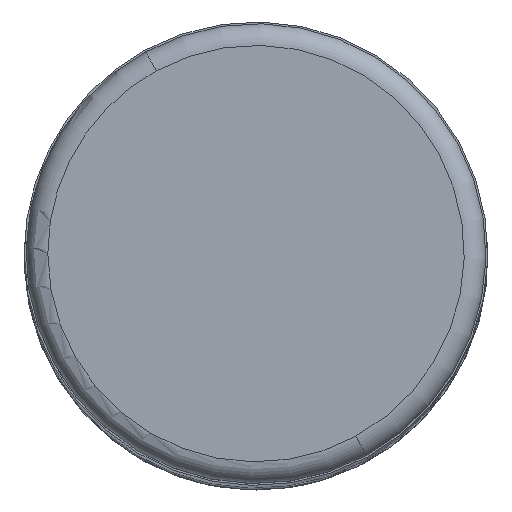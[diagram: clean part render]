
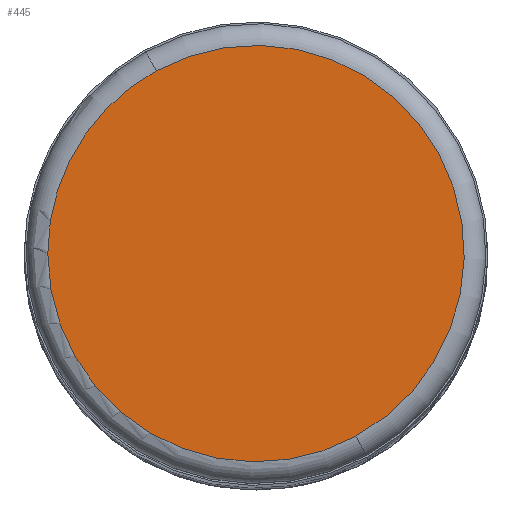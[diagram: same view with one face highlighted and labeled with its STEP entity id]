
A CAD part, top view. The second image highlights one B-rep face of the part: STEP entity #445.
In plain terms, the highlighted planar face has unit normal (0, 0, 1).
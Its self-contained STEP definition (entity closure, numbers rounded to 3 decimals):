
#154=CARTESIAN_POINT('',(0.,0.,200.));
#155=DIRECTION('',(0.,0.,1.));
#156=DIRECTION('',(0.479,-0.878,0.));
#157=AXIS2_PLACEMENT_3D('',#154,#155,#156);
#162=CARTESIAN_POINT('',(0.,0.,200.));
#163=DIRECTION('',(0.,0.,1.));
#164=DIRECTION('',(-1.,0.,0.));
#165=AXIS2_PLACEMENT_3D('',#162,#163,#164);
#170=CARTESIAN_POINT('',(0.,0.,200.));
#171=DIRECTION('',(0.,0.,1.));
#172=DIRECTION('',(-0.479,0.878,0.));
#173=AXIS2_PLACEMENT_3D('',#170,#171,#172);
#372=CARTESIAN_POINT('',(6.892,-12.615,200.));
#373=CARTESIAN_POINT('',(-6.892,12.615,200.));
#374=VERTEX_POINT('',#372);
#375=VERTEX_POINT('',#373);
#380=CARTESIAN_POINT('',(-14.375,0.,200.));
#381=VERTEX_POINT('',#380);
#433=CARTESIAN_POINT('',(0.,0.,200.));
#434=DIRECTION('',(0.,0.,1.));
#435=DIRECTION('',(1.,0.,0.));
#436=AXIS2_PLACEMENT_3D('',#433,#434,#435);
#437=PLANE('',#436);
#438=ORIENTED_EDGE('',*,*,#415,.F.);
#440=ORIENTED_EDGE('',*,*,#439,.F.);
#442=ORIENTED_EDGE('',*,*,#441,.F.);
#443=EDGE_LOOP('',(#438,#440,#442));
#444=FACE_OUTER_BOUND('',#443,.F.);
#445=ADVANCED_FACE('',(#444),#437,.T.);
#158=CIRCLE('',#157,14.375);
#166=CIRCLE('',#165,14.375);
#174=CIRCLE('',#173,14.375);
#415=EDGE_CURVE('',#374,#375,#158,.T.);
#439=EDGE_CURVE('',#381,#374,#166,.T.);
#441=EDGE_CURVE('',#375,#381,#174,.T.);
